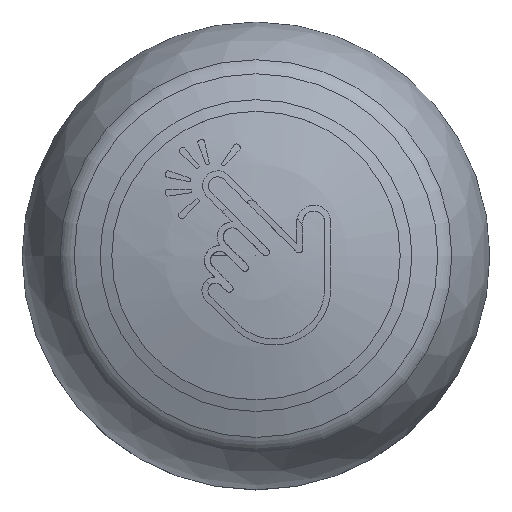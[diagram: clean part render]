
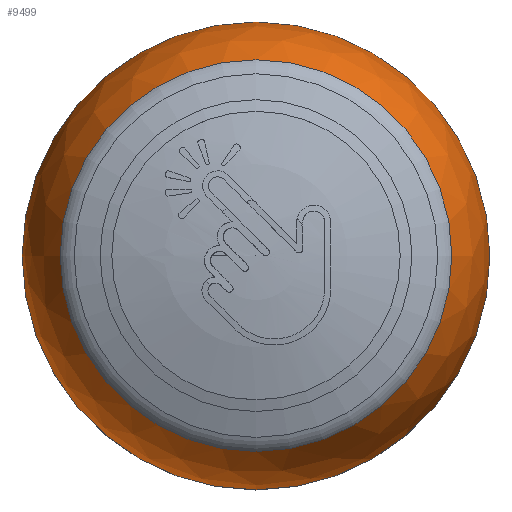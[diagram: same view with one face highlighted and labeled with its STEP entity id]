
A CAD part, top view. The second image highlights one B-rep face of the part: STEP entity #9499.
In plain terms, the highlighted spherical face has radius 15 mm.
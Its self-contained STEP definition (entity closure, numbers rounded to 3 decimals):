
#1958=FACE_OUTER_BOUND('',#2486,.T.);
#2486=EDGE_LOOP('',(#8502,#8503,#8504,#8505));
#3518=CIRCLE('',#10214,12.561);
#3519=CIRCLE('',#10215,15.);
#3520=CIRCLE('',#10216,15.);
#4441=VERTEX_POINT('',#17556);
#4442=VERTEX_POINT('',#17558);
#5869=EDGE_CURVE('',#4441,#4441,#3518,.T.);
#5870=EDGE_CURVE('',#4441,#4442,#3519,.T.);
#5871=EDGE_CURVE('',#4442,#4442,#3520,.T.);
#8502=ORIENTED_EDGE('',*,*,#5869,.F.);
#8503=ORIENTED_EDGE('',*,*,#5870,.T.);
#8504=ORIENTED_EDGE('',*,*,#5871,.T.);
#8505=ORIENTED_EDGE('',*,*,#5870,.F.);
#8970=SPHERICAL_SURFACE('',#10213,15.);
#9499=ADVANCED_FACE('',(#1958),#8970,.T.);
#10213=AXIS2_PLACEMENT_3D('',#17555,#11992,#11993);
#10214=AXIS2_PLACEMENT_3D('',#17557,#11994,#11995);
#10215=AXIS2_PLACEMENT_3D('',#17559,#11996,#11997);
#10216=AXIS2_PLACEMENT_3D('',#17560,#11998,#11999);
#11992=DIRECTION('center_axis',(0.,0.,1.));
#11993=DIRECTION('ref_axis',(1.,0.,0.));
#11994=DIRECTION('center_axis',(0.,0.,1.));
#11995=DIRECTION('ref_axis',(1.,0.,0.));
#11996=DIRECTION('center_axis',(0.,-1.,0.));
#11997=DIRECTION('ref_axis',(-1.,0.,0.));
#11998=DIRECTION('center_axis',(0.,0.,1.));
#11999=DIRECTION('ref_axis',(1.,0.,0.));
#17555=CARTESIAN_POINT('Origin',(0.,0.,11.));
#17556=CARTESIAN_POINT('',(-12.561,0.,19.198));
#17557=CARTESIAN_POINT('Origin',(0.,0.,19.198));
#17558=CARTESIAN_POINT('',(-15.,0.,11.));
#17559=CARTESIAN_POINT('Origin',(0.,0.,11.));
#17560=CARTESIAN_POINT('Origin',(0.,0.,11.));
